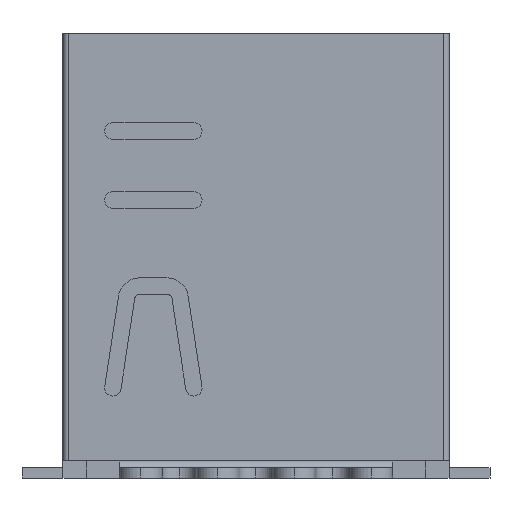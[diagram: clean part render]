
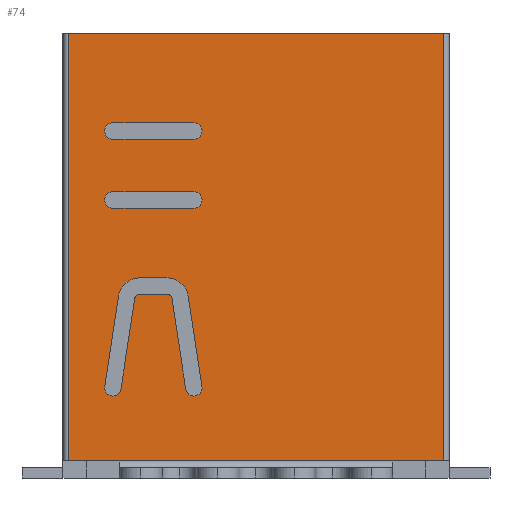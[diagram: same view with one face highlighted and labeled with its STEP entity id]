
A CAD part, left-side view. The second image highlights one B-rep face of the part: STEP entity #74.
In plain terms, the highlighted planar face has unit normal (-1, 0, 0).
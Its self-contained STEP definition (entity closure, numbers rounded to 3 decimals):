
#74=ADVANCED_FACE('',(#399,#400,#401,#402),#403,.T.);
#399=FACE_OUTER_BOUND('',#1006,.T.);
#400=FACE_BOUND('',#1007,.T.);
#401=FACE_BOUND('',#1008,.T.);
#402=FACE_BOUND('',#1009,.T.);
#403=PLANE('',#1010);
#1006=EDGE_LOOP('',(#1770,#1771,#1772,#1773,#1774,#1775));
#1007=EDGE_LOOP('',(#1776,#1777,#1778,#1779));
#1008=EDGE_LOOP('',(#1780,#1781,#1782,#1783));
#1009=EDGE_LOOP('',(#1784,#1785,#1786,#1787,#1788,#1789,#1790,#1791,#1792,#1793,#1794,#1795,#1796,#1797));
#1010=AXIS2_PLACEMENT_3D('',#1798,#1799,#1800);
#1770=ORIENTED_EDGE('',*,*,#4238,.F.);
#1771=ORIENTED_EDGE('',*,*,#4239,.T.);
#1772=ORIENTED_EDGE('',*,*,#4240,.F.);
#1773=ORIENTED_EDGE('',*,*,#4213,.F.);
#1774=ORIENTED_EDGE('',*,*,#4237,.T.);
#1775=ORIENTED_EDGE('',*,*,#4241,.T.);
#1776=ORIENTED_EDGE('',*,*,#4242,.F.);
#1777=ORIENTED_EDGE('',*,*,#4243,.F.);
#1778=ORIENTED_EDGE('',*,*,#4244,.F.);
#1779=ORIENTED_EDGE('',*,*,#4245,.F.);
#1780=ORIENTED_EDGE('',*,*,#4246,.F.);
#1781=ORIENTED_EDGE('',*,*,#4247,.F.);
#1782=ORIENTED_EDGE('',*,*,#4248,.F.);
#1783=ORIENTED_EDGE('',*,*,#4249,.F.);
#1784=ORIENTED_EDGE('',*,*,#4250,.F.);
#1785=ORIENTED_EDGE('',*,*,#4251,.F.);
#1786=ORIENTED_EDGE('',*,*,#4252,.F.);
#1787=ORIENTED_EDGE('',*,*,#4253,.F.);
#1788=ORIENTED_EDGE('',*,*,#4212,.F.);
#1789=ORIENTED_EDGE('',*,*,#4254,.F.);
#1790=ORIENTED_EDGE('',*,*,#4255,.T.);
#1791=ORIENTED_EDGE('',*,*,#4256,.F.);
#1792=ORIENTED_EDGE('',*,*,#4257,.T.);
#1793=ORIENTED_EDGE('',*,*,#4258,.F.);
#1794=ORIENTED_EDGE('',*,*,#4259,.F.);
#1795=ORIENTED_EDGE('',*,*,#4208,.F.);
#1796=ORIENTED_EDGE('',*,*,#4260,.F.);
#1797=ORIENTED_EDGE('',*,*,#4261,.F.);
#1798=CARTESIAN_POINT('',(-6.0,5.5,0.0));
#1799=DIRECTION('',(-1.0,0.0,0.0));
#1800=DIRECTION('',(0.0,0.0,1.0));
#4208=EDGE_CURVE('',#5140,#5136,#5142,.T.);
#4212=EDGE_CURVE('',#5148,#5144,#5150,.T.);
#4213=EDGE_CURVE('',#5151,#5152,#5153,.T.);
#4237=EDGE_CURVE('',#5151,#5197,#5199,.T.);
#4238=EDGE_CURVE('',#5200,#5201,#5202,.T.);
#4239=EDGE_CURVE('',#5200,#5203,#5204,.T.);
#4240=EDGE_CURVE('',#5152,#5203,#5205,.T.);
#4241=EDGE_CURVE('',#5197,#5201,#5206,.T.);
#4242=EDGE_CURVE('',#5207,#5208,#5209,.T.);
#4243=EDGE_CURVE('',#5210,#5207,#5211,.T.);
#4244=EDGE_CURVE('',#5212,#5210,#5213,.T.);
#4245=EDGE_CURVE('',#5208,#5212,#5214,.T.);
#4246=EDGE_CURVE('',#5215,#5216,#5217,.T.);
#4247=EDGE_CURVE('',#5218,#5215,#5219,.T.);
#4248=EDGE_CURVE('',#5220,#5218,#5221,.T.);
#4249=EDGE_CURVE('',#5216,#5220,#5222,.T.);
#4250=EDGE_CURVE('',#5223,#5224,#5225,.T.);
#4251=EDGE_CURVE('',#5226,#5223,#5227,.T.);
#4252=EDGE_CURVE('',#5228,#5226,#5229,.T.);
#4253=EDGE_CURVE('',#5144,#5228,#5230,.T.);
#4254=EDGE_CURVE('',#5231,#5148,#5232,.T.);
#4255=EDGE_CURVE('',#5231,#5233,#5234,.T.);
#4256=EDGE_CURVE('',#5235,#5233,#5236,.T.);
#4257=EDGE_CURVE('',#5235,#5237,#5238,.T.);
#4258=EDGE_CURVE('',#5239,#5237,#5240,.T.);
#4259=EDGE_CURVE('',#5136,#5239,#5241,.T.);
#4260=EDGE_CURVE('',#5242,#5140,#5243,.T.);
#4261=EDGE_CURVE('',#5224,#5242,#5244,.T.);
#5136=VERTEX_POINT('',#6556);
#5140=VERTEX_POINT('',#6561);
#5142=CIRCLE('',#6564,0.24);
#5144=VERTEX_POINT('',#6566);
#5148=VERTEX_POINT('',#6571);
#5150=CIRCLE('',#6574,0.24);
#5151=VERTEX_POINT('',#6575);
#5152=VERTEX_POINT('',#6576);
#5153=LINE('',#6577,#6578);
#5197=VERTEX_POINT('',#6640);
#5199=LINE('',#6642,#6643);
#5200=VERTEX_POINT('',#6644);
#5201=VERTEX_POINT('',#6645);
#5202=LINE('',#6646,#6647);
#5203=VERTEX_POINT('',#6648);
#5204=LINE('',#6649,#6650);
#5205=LINE('',#6651,#6652);
#5206=LINE('',#6653,#6654);
#5207=VERTEX_POINT('',#6655);
#5208=VERTEX_POINT('',#6656);
#5209=LINE('',#6657,#6658);
#5210=VERTEX_POINT('',#6659);
#5211=CIRCLE('',#6660,0.24);
#5212=VERTEX_POINT('',#6661);
#5213=LINE('',#6662,#6663);
#5214=CIRCLE('',#6664,0.24);
#5215=VERTEX_POINT('',#6665);
#5216=VERTEX_POINT('',#6666);
#5217=LINE('',#6667,#6668);
#5218=VERTEX_POINT('',#6669);
#5219=CIRCLE('',#6670,0.24);
#5220=VERTEX_POINT('',#6671);
#5221=LINE('',#6672,#6673);
#5222=CIRCLE('',#6674,0.24);
#5223=VERTEX_POINT('',#6675);
#5224=VERTEX_POINT('',#6676);
#5225=LINE('',#6677,#6678);
#5226=VERTEX_POINT('',#6679);
#5227=CIRCLE('',#6680,0.63);
#5228=VERTEX_POINT('',#6681);
#5229=LINE('',#6682,#6683);
#5230=CIRCLE('',#6684,0.24);
#5231=VERTEX_POINT('',#6685);
#5232=LINE('',#6686,#6687);
#5233=VERTEX_POINT('',#6688);
#5234=CIRCLE('',#6689,0.15);
#5235=VERTEX_POINT('',#6690);
#5236=LINE('',#6691,#6692);
#5237=VERTEX_POINT('',#6693);
#5238=CIRCLE('',#6694,0.15);
#5239=VERTEX_POINT('',#6695);
#5240=LINE('',#6696,#6697);
#5241=CIRCLE('',#6698,0.24);
#5242=VERTEX_POINT('',#6699);
#5243=LINE('',#6700,#6701);
#5244=CIRCLE('',#6702,0.63);
#6556=CARTESIAN_POINT('',(-6.0,4.19,-10.6));
#6561=CARTESIAN_POINT('',(-6.0,4.427,-10.324));
#6564=AXIS2_PLACEMENT_3D('',#8542,#8543,#8544);
#6566=CARTESIAN_POINT('',(-6.0,1.82,-10.6));
#6571=CARTESIAN_POINT('',(-6.0,2.057,-10.396));
#6574=AXIS2_PLACEMENT_3D('',#8550,#8551,#8552);
#6575=CARTESIAN_POINT('',(-6.0,5.5,0.0));
#6576=CARTESIAN_POINT('',(-6.0,-5.5,0.0));
#6577=CARTESIAN_POINT('',(-6.0,5.5,0.0));
#6578=VECTOR('',#8553,11.0);
#6640=CARTESIAN_POINT('',(-6.0,5.5,-12.5));
#6642=CARTESIAN_POINT('',(-6.0,5.5,0.0));
#6643=VECTOR('',#8587,12.5);
#6644=CARTESIAN_POINT('',(-6.0,-4.0,-12.5));
#6645=CARTESIAN_POINT('',(-6.0,4.0,-12.5));
#6646=CARTESIAN_POINT('',(-6.0,-4.0,-12.5));
#6647=VECTOR('',#8588,8.0);
#6648=CARTESIAN_POINT('',(-6.0,-5.5,-12.5));
#6649=CARTESIAN_POINT('',(-6.0,-4.0,-12.5));
#6650=VECTOR('',#8589,1.5);
#6651=CARTESIAN_POINT('',(-6.0,-5.5,0.0));
#6652=VECTOR('',#8590,12.5);
#6653=CARTESIAN_POINT('',(-6.0,5.5,-12.5));
#6654=VECTOR('',#8591,1.5);
#6655=CARTESIAN_POINT('',(-6.0,1.82,-2.6));
#6656=CARTESIAN_POINT('',(-6.0,4.19,-2.6));
#6657=CARTESIAN_POINT('',(-6.0,1.82,-2.6));
#6658=VECTOR('',#8592,2.37);
#6659=CARTESIAN_POINT('',(-6.0,1.82,-3.08));
#6660=AXIS2_PLACEMENT_3D('',#8593,#8594,#8595);
#6661=CARTESIAN_POINT('',(-6.0,4.19,-3.08));
#6662=CARTESIAN_POINT('',(-6.0,4.19,-3.08));
#6663=VECTOR('',#8596,2.37);
#6664=AXIS2_PLACEMENT_3D('',#8597,#8598,#8599);
#6665=CARTESIAN_POINT('',(-6.0,1.82,-4.62));
#6666=CARTESIAN_POINT('',(-6.0,4.19,-4.62));
#6667=CARTESIAN_POINT('',(-6.0,1.82,-4.62));
#6668=VECTOR('',#8600,2.37);
#6669=CARTESIAN_POINT('',(-6.0,1.82,-5.1));
#6670=AXIS2_PLACEMENT_3D('',#8601,#8602,#8603);
#6671=CARTESIAN_POINT('',(-6.0,4.19,-5.1));
#6672=CARTESIAN_POINT('',(-6.0,4.19,-5.1));
#6673=VECTOR('',#8604,2.37);
#6674=AXIS2_PLACEMENT_3D('',#8605,#8606,#8607);
#6675=CARTESIAN_POINT('',(-6.0,2.607,-7.14));
#6676=CARTESIAN_POINT('',(-6.0,3.403,-7.14));
#6677=CARTESIAN_POINT('',(-6.0,2.607,-7.14));
#6678=VECTOR('',#8608,0.796);
#6679=CARTESIAN_POINT('',(-6.0,1.984,-7.676));
#6680=AXIS2_PLACEMENT_3D('',#8609,#8610,#8611);
#6681=CARTESIAN_POINT('',(-6.0,1.583,-10.324));
#6682=CARTESIAN_POINT('',(-6.0,1.583,-10.324));
#6683=VECTOR('',#8612,2.679);
#6684=AXIS2_PLACEMENT_3D('',#8613,#8614,#8615);
#6685=CARTESIAN_POINT('',(-6.0,2.458,-7.748));
#6686=CARTESIAN_POINT('',(-6.0,2.458,-7.748));
#6687=VECTOR('',#8616,2.679);
#6688=CARTESIAN_POINT('',(-6.0,2.607,-7.62));
#6689=AXIS2_PLACEMENT_3D('',#8617,#8618,#8619);
#6690=CARTESIAN_POINT('',(-6.0,3.403,-7.62));
#6691=CARTESIAN_POINT('',(-6.0,3.403,-7.62));
#6692=VECTOR('',#8620,0.796);
#6693=CARTESIAN_POINT('',(-6.0,3.552,-7.748));
#6694=AXIS2_PLACEMENT_3D('',#8621,#8622,#8623);
#6695=CARTESIAN_POINT('',(-6.0,3.953,-10.396));
#6696=CARTESIAN_POINT('',(-6.0,3.953,-10.396));
#6697=VECTOR('',#8624,2.679);
#6698=AXIS2_PLACEMENT_3D('',#8625,#8626,#8627);
#6699=CARTESIAN_POINT('',(-6.0,4.026,-7.676));
#6700=CARTESIAN_POINT('',(-6.0,4.026,-7.676));
#6701=VECTOR('',#8628,2.679);
#6702=AXIS2_PLACEMENT_3D('',#8629,#8630,#8631);
#8542=CARTESIAN_POINT('',(-6.0,4.19,-10.36));
#8543=DIRECTION('',(-1.0,0.0,0.0));
#8544=DIRECTION('',(0.0,0.989,0.15));
#8550=CARTESIAN_POINT('',(-6.0,1.82,-10.36));
#8551=DIRECTION('',(-1.0,0.0,0.0));
#8552=DIRECTION('',(0.0,0.989,-0.15));
#8553=DIRECTION('',(0.0,-1.0,0.0));
#8587=DIRECTION('',(0.0,0.0,-1.0));
#8588=DIRECTION('',(0.0,1.0,0.0));
#8589=DIRECTION('',(0.0,-1.0,0.0));
#8590=DIRECTION('',(0.0,0.0,-1.0));
#8591=DIRECTION('',(0.0,-1.0,0.0));
#8592=DIRECTION('',(0.0,1.0,0.0));
#8593=CARTESIAN_POINT('',(-6.0,1.82,-2.84));
#8594=DIRECTION('',(-1.0,0.0,0.0));
#8595=DIRECTION('',(0.0,0.,-1.0));
#8596=DIRECTION('',(0.0,-1.0,0.0));
#8597=CARTESIAN_POINT('',(-6.0,4.19,-2.84));
#8598=DIRECTION('',(-1.0,0.0,0.0));
#8599=DIRECTION('',(0.0,0.0,1.0));
#8600=DIRECTION('',(0.0,1.0,0.0));
#8601=CARTESIAN_POINT('',(-6.0,1.82,-4.86));
#8602=DIRECTION('',(-1.0,0.0,0.0));
#8603=DIRECTION('',(0.0,0.0,-1.0));
#8604=DIRECTION('',(0.0,-1.0,0.0));
#8605=CARTESIAN_POINT('',(-6.0,4.19,-4.86));
#8606=DIRECTION('',(-1.0,0.0,0.0));
#8607=DIRECTION('',(0.0,0.0,1.0));
#8608=DIRECTION('',(0.0,1.0,0.0));
#8609=CARTESIAN_POINT('',(-6.0,2.607,-7.77));
#8610=DIRECTION('',(-1.0,0.0,0.0));
#8611=DIRECTION('',(0.0,-0.989,0.15));
#8612=DIRECTION('',(0.0,0.15,0.989));
#8613=CARTESIAN_POINT('',(-6.0,1.82,-10.36));
#8614=DIRECTION('',(-1.0,0.0,0.0));
#8615=DIRECTION('',(0.0,0.989,-0.15));
#8616=DIRECTION('',(0.0,-0.15,-0.989));
#8617=CARTESIAN_POINT('',(-6.0,2.607,-7.77));
#8618=DIRECTION('',(-1.0,0.0,0.0));
#8619=DIRECTION('',(0.0,-0.989,0.15));
#8620=DIRECTION('',(0.0,-1.0,0.0));
#8621=CARTESIAN_POINT('',(-6.0,3.403,-7.77));
#8622=DIRECTION('',(-1.0,0.0,0.0));
#8623=DIRECTION('',(0.0,0.,1.0));
#8624=DIRECTION('',(0.0,-0.15,0.989));
#8625=CARTESIAN_POINT('',(-6.0,4.19,-10.36));
#8626=DIRECTION('',(-1.0,0.0,0.0));
#8627=DIRECTION('',(0.0,0.989,0.15));
#8628=DIRECTION('',(0.0,0.15,-0.989));
#8629=CARTESIAN_POINT('',(-6.0,3.403,-7.77));
#8630=DIRECTION('',(-1.0,0.0,0.0));
#8631=DIRECTION('',(0.0,0.,1.0));
